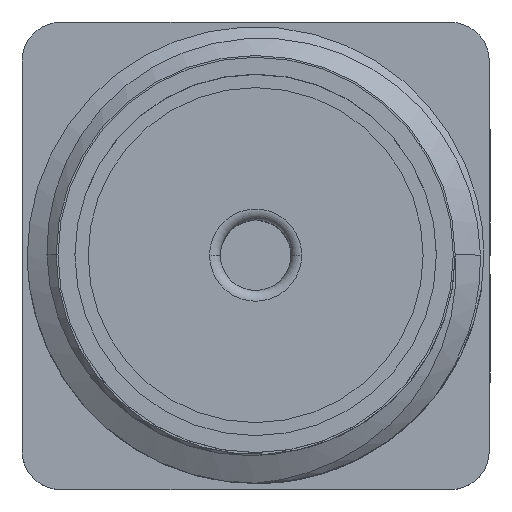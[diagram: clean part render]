
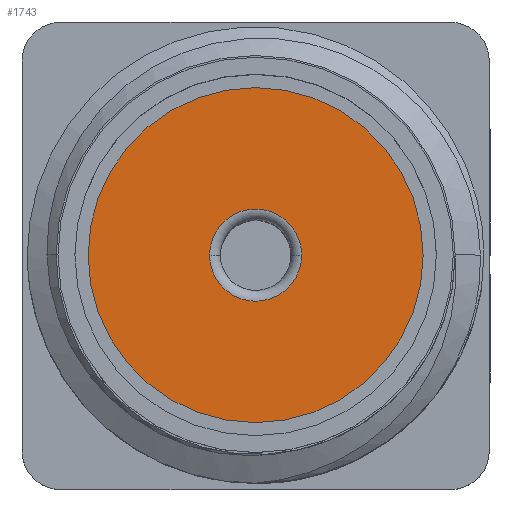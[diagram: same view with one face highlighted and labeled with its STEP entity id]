
A CAD part, top view. The second image highlights one B-rep face of the part: STEP entity #1743.
In plain terms, the highlighted planar face has unit normal (0, 0, 1).
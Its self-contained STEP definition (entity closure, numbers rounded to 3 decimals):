
#38 = ORIENTED_EDGE ( 'NONE', *, *, #12791, .F. ) ;
#723 = AXIS2_PLACEMENT_3D ( 'NONE', #9118, #3148, #2916 ) ;
#859 = AXIS2_PLACEMENT_3D ( 'NONE', #14672, #7533, #5092 ) ;
#1461 = CARTESIAN_POINT ( 'NONE',  ( 0., 0., 7.5 ) ) ;
#1743 = ADVANCED_FACE ( 'NONE', ( #10336, #10247 ), #1888, .T. ) ;
#1888 = PLANE ( 'NONE',  #9598 ) ;
#1997 = VERTEX_POINT ( 'NONE', #6274 ) ;
#2540 = CARTESIAN_POINT ( 'NONE',  ( -0.641, 0., 7.5 ) ) ;
#2916 = DIRECTION ( 'NONE',  ( 1., 0., 0. ) ) ;
#3129 = EDGE_CURVE ( 'NONE', #6835, #7412, #7819, .T. ) ;
#3148 = DIRECTION ( 'NONE',  ( 0., 0., -1. ) ) ;
#3634 = ORIENTED_EDGE ( 'NONE', *, *, #3676, .F. ) ;
#3676 = EDGE_CURVE ( 'NONE', #1997, #12471, #12676, .T. ) ;
#3721 = CARTESIAN_POINT ( 'NONE',  ( -2.33, 0., 7.5 ) ) ;
#4449 = EDGE_LOOP ( 'NONE', ( #3634, #38 ) ) ;
#4668 = CIRCLE ( 'NONE', #859, 2.33 ) ;
#5063 = DIRECTION ( 'NONE',  ( 1., 0., 0. ) ) ;
#5092 = DIRECTION ( 'NONE',  ( 1., 0., 0. ) ) ;
#6239 = CIRCLE ( 'NONE', #14162, 0.641 ) ;
#6274 = CARTESIAN_POINT ( 'NONE',  ( 2.33, 0., 7.5 ) ) ;
#6835 = VERTEX_POINT ( 'NONE', #2540 ) ;
#7111 = DIRECTION ( 'NONE',  ( 0., 0., -1. ) ) ;
#7412 = VERTEX_POINT ( 'NONE', #12914 ) ;
#7533 = DIRECTION ( 'NONE',  ( 0., 0., -1. ) ) ;
#7819 = CIRCLE ( 'NONE', #15768, 0.641 ) ;
#7929 = CARTESIAN_POINT ( 'NONE',  ( 0., 0., 7.5 ) ) ;
#8741 = ORIENTED_EDGE ( 'NONE', *, *, #13969, .T. ) ;
#9118 = CARTESIAN_POINT ( 'NONE',  ( 0., 0., 7.5 ) ) ;
#9573 = CARTESIAN_POINT ( 'NONE',  ( 0., 0., 7.5 ) ) ;
#9598 = AXIS2_PLACEMENT_3D ( 'NONE', #7929, #10177, #12688 ) ;
#10133 = DIRECTION ( 'NONE',  ( 0., 0., -1. ) ) ;
#10177 = DIRECTION ( 'NONE',  ( 0., 0., 1. ) ) ;
#10247 = FACE_OUTER_BOUND ( 'NONE', #4449, .T. ) ;
#10336 = FACE_BOUND ( 'NONE', #15794, .T. ) ;
#10968 = ORIENTED_EDGE ( 'NONE', *, *, #3129, .T. ) ;
#12471 = VERTEX_POINT ( 'NONE', #3721 ) ;
#12676 = CIRCLE ( 'NONE', #723, 2.33 ) ;
#12688 = DIRECTION ( 'NONE',  ( 1., 0., 0. ) ) ;
#12791 = EDGE_CURVE ( 'NONE', #12471, #1997, #4668, .T. ) ;
#12914 = CARTESIAN_POINT ( 'NONE',  ( 0.641, 0., 7.5 ) ) ;
#13969 = EDGE_CURVE ( 'NONE', #7412, #6835, #6239, .T. ) ;
#14162 = AXIS2_PLACEMENT_3D ( 'NONE', #9573, #7111, #14485 ) ;
#14485 = DIRECTION ( 'NONE',  ( 1., 0., 0. ) ) ;
#14672 = CARTESIAN_POINT ( 'NONE',  ( 0., 0., 7.5 ) ) ;
#15768 = AXIS2_PLACEMENT_3D ( 'NONE', #1461, #10133, #5063 ) ;
#15794 = EDGE_LOOP ( 'NONE', ( #8741, #10968 ) ) ;
